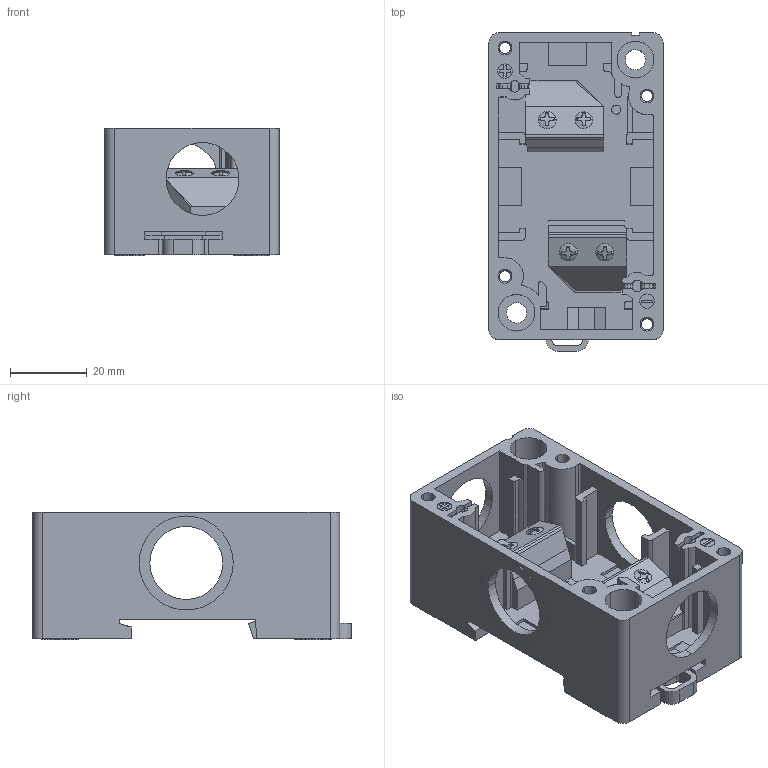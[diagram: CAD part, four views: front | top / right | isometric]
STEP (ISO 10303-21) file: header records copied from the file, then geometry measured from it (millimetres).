
FILE_DESCRIPTION(/* description */ ('Alibre Inc.'),/* implementation_level */ '2;1');
FILE_NAME(/* name */ 'export-AFA89428-EA5A-4070-BAAF-385410C19B35',/* time_stamp */ '2024-05-17T06:09:44+02:00',/* author */ (''),/* organization */ (''),/* preprocessor_version */ 'ST-DEVELOPER v17',/* originating_system */ 'Alibre',/* authorisation */ '');
FILE_SCHEMA (('AUTOMOTIVE_DESIGN'));
Length unit declared in the file: millimetre
Products named in the file (2): 20260-933223-009
Bounding box: 45.8 x 83 x 33.3 mm (x, y, z)
Volume: 43273.7 mm3; surface area: 29846.5 mm2
Topology: 1 solids, 1 shells, 537 faces, 1512 edges, 992 vertices
Faces by surface type: plane 350, cylinder 163, cone 16, sphere 8
Entity records: 17390 total; most frequent: CARTESIAN_POINT 3565, ORIENTED_EDGE 3024, DIRECTION 2537, EDGE_CURVE 1512, VECTOR 1067, LINE 1067, VERTEX_POINT 992, AXIS2_PLACEMENT_3D 910
